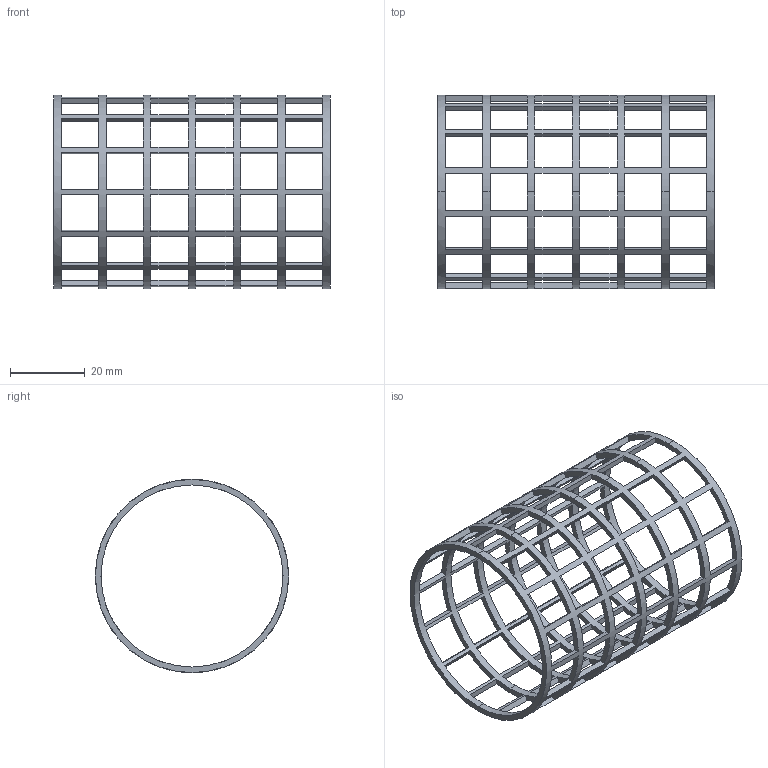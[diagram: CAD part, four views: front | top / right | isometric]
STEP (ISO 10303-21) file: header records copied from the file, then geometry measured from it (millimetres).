
FILE_DESCRIPTION (( 'STEP AP203' ), '1' );
FILE_NAME ('3D-M7011_DN40_174701035.STEP', '2024-09-21T07:57:24', ( '' ), ( '' ), 'SwSTEP 2.0', 'SolidWorks 2024', '' );
FILE_SCHEMA (( 'CONFIG_CONTROL_DESIGN' ));
Length unit declared in the file: millimetre
Products named in the file (1): 3D-M7011_DN40_174701035
Bounding box: 74 x 51.75 x 51.75 mm (x, y, z)
Volume: 4838.3 mm3; surface area: 12032.8 mm2
Topology: 1 solids, 1 shells, 342 faces, 1092 edges, 728 vertices
Faces by surface type: plane 338, cylinder 4
Entity records: 12605 total; most frequent: ORIENTED_EDGE 2184, DIRECTION 2170, CARTESIAN_POINT 2163, EDGE_CURVE 1092, AXIS2_PLACEMENT_3D 735, VERTEX_POINT 728, LINE 700, VECTOR 700
